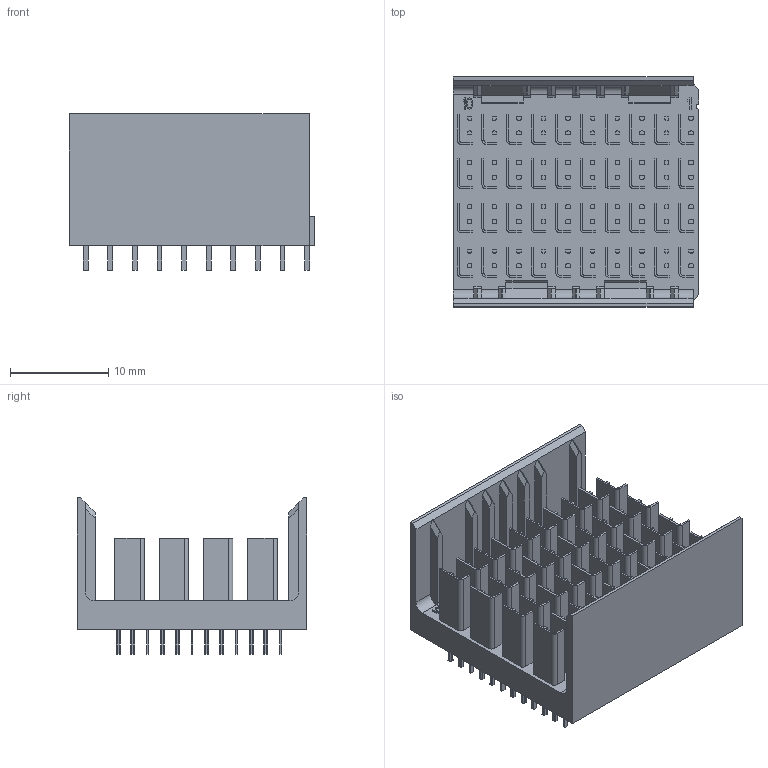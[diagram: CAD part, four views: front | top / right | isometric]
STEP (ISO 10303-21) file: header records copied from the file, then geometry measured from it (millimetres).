
FILE_DESCRIPTION(('STEP AP242'),'1');
FILE_NAME('6469002-1.stp','2022-08-25T15:29:44',('TraceParts'),('TraceParts S.A.'),'Spatial InterOp 3D',' ',' ');
FILE_SCHEMA(('AP242_MANAGED_MODEL_BASED_3D_ENGINEERING_MIM_LF {1 0 10303 442 1 1 4}'));
Length unit declared in the file: millimetre
Products named in the file (1): 6469002-1
Bounding box: 24.9 x 23.35 x 15.9 mm (x, y, z)
Volume: 2542.7 mm3; surface area: 6078.4 mm2
Topology: 1 solids, 1 shells, 2526 faces, 6840 edges, 4560 vertices
Faces by surface type: plane 1459, cylinder 1067
Entity records: 79853 total; most frequent: DIRECTION 14028, CARTESIAN_POINT 13927, ORIENTED_EDGE 13680, EDGE_CURVE 6840, LINE 4706, VECTOR 4706, AXIS2_PLACEMENT_3D 4661, VERTEX_POINT 4560
